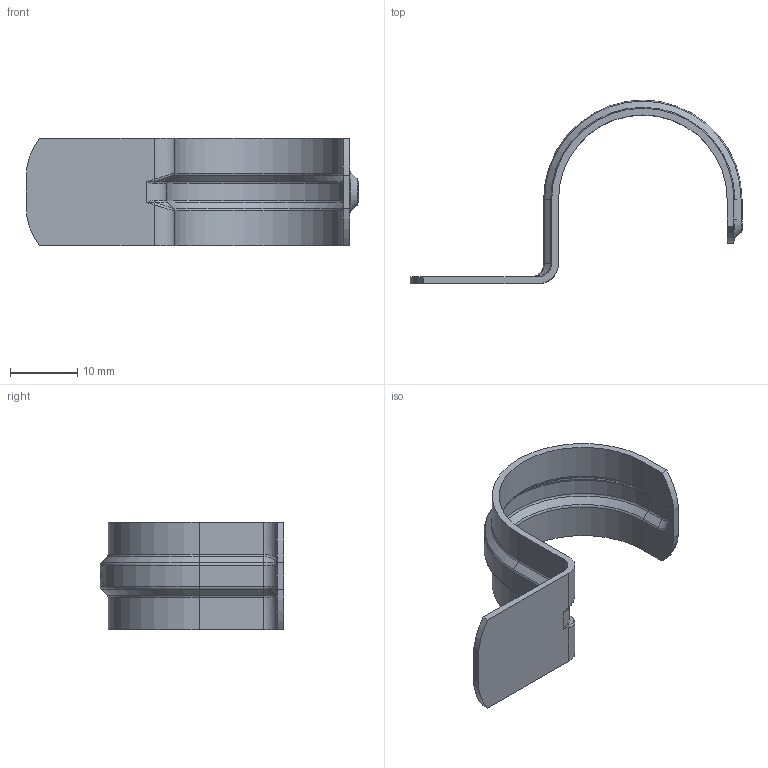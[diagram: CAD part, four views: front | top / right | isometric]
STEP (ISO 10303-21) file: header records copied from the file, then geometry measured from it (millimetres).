
FILE_DESCRIPTION(/* description */ (''),/* implementation_level */ '2;1');
FILE_NAME(/* name */ '',/* time_stamp */ '2025-06-23T16:16:57+07:00',/* author */ ('zeta-72'),/* organization */ (''),/* preprocessor_version */ 'ST-DEVELOPER v19.2',/* originating_system */ 'Autodesk Inventor 2024',/* authorisation */ '');
FILE_SCHEMA (('AUTOMOTIVE_DESIGN { 1 0 10303 214 3 1 1 }'));
Length unit declared in the file: millimetre
Products named in the file (1): -07
Bounding box: 49.2 x 27.2 x 16 mm (x, y, z)
Volume: 1328.9 mm3; surface area: 2837.9 mm2
Topology: 1 solids, 1 shells, 181 faces, 453 edges, 276 vertices
Faces by surface type: bspline 68, plane 49, cylinder 38, torus 16, cone 10
Entity records: 7373 total; most frequent: CARTESIAN_POINT 3427, ORIENTED_EDGE 898, DIRECTION 657, EDGE_CURVE 449, VERTEX_POINT 276, AXIS2_PLACEMENT_3D 228, LINE 201, VECTOR 201
